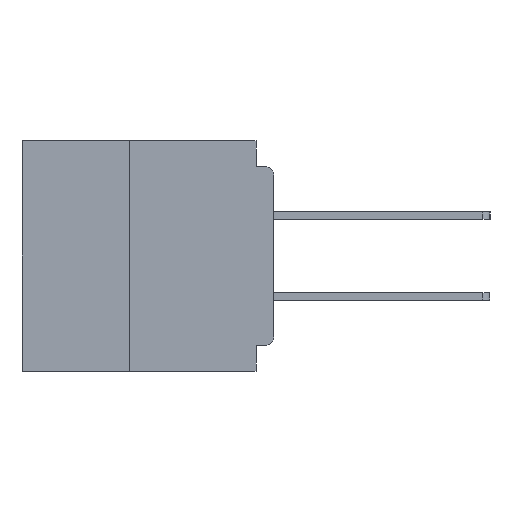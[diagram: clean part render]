
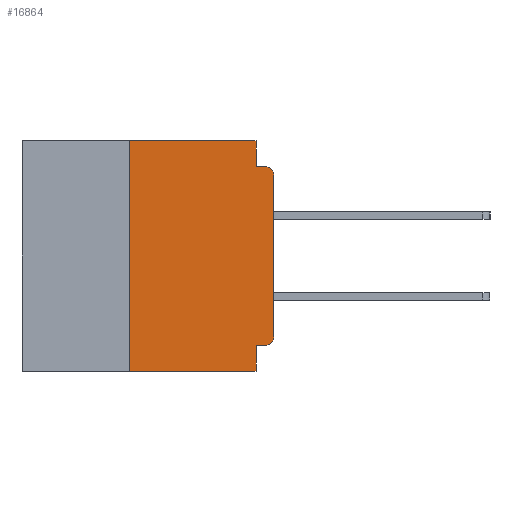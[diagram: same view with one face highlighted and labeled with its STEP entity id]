
A CAD part, left-side view. The second image highlights one B-rep face of the part: STEP entity #16864.
In plain terms, the highlighted planar face has unit normal (-1, 0, 0).
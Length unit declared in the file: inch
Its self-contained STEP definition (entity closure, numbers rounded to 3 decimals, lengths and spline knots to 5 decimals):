
#1019 = ORIENTED_EDGE ( 'NONE', *, *, #21895, .T. ) ;
#1556 = CARTESIAN_POINT ( 'NONE',  ( 0., 0.437, -0.4 ) ) ;
#2063 = VERTEX_POINT ( 'NONE', #20583 ) ;
#2225 = CARTESIAN_POINT ( 'NONE',  ( 0., 0.015, -0.355 ) ) ;
#2687 = AXIS2_PLACEMENT_3D ( 'NONE', #14365, #28917, #7150 ) ;
#4228 = DIRECTION ( 'NONE',  ( -1., 0., 0. ) ) ;
#4740 = EDGE_CURVE ( 'NONE', #27059, #33918, #27303, .T. ) ;
#5086 = CARTESIAN_POINT ( 'NONE',  ( 0., 0.015, -0.34 ) ) ;
#5204 = EDGE_CURVE ( 'NONE', #24345, #8643, #23820, .T. ) ;
#5226 = DIRECTION ( 'NONE',  ( 0., 0., -1. ) ) ;
#5245 = VECTOR ( 'NONE', #32243, 39.37008 ) ;
#5472 = VECTOR ( 'NONE', #25451, 39.37008 ) ;
#5708 = CARTESIAN_POINT ( 'NONE',  ( 0., 0.031, 0. ) ) ;
#5820 = ORIENTED_EDGE ( 'NONE', *, *, #23756, .F. ) ;
#7150 = DIRECTION ( 'NONE',  ( 0., 0., -1. ) ) ;
#7343 = VERTEX_POINT ( 'NONE', #5708 ) ;
#8192 = DIRECTION ( 'NONE',  ( 0., 1., 0. ) ) ;
#8220 = CARTESIAN_POINT ( 'NONE',  ( 0., 0.25, -0.4 ) ) ;
#8272 = VERTEX_POINT ( 'NONE', #26288 ) ;
#8643 = VERTEX_POINT ( 'NONE', #10237 ) ;
#8745 = DIRECTION ( 'NONE',  ( 0., 0., -1. ) ) ;
#10237 = CARTESIAN_POINT ( 'NONE',  ( 0., 0.015, -0.045 ) ) ;
#10273 = CARTESIAN_POINT ( 'NONE',  ( 0., 0., -0.045 ) ) ;
#11372 = VERTEX_POINT ( 'NONE', #8220 ) ;
#11413 = LINE ( 'NONE', #45486, #19939 ) ;
#11719 = CARTESIAN_POINT ( 'NONE',  ( 0., 0., -0.355 ) ) ;
#13460 = LINE ( 'NONE', #10273, #42109 ) ;
#14130 = VERTEX_POINT ( 'NONE', #17852 ) ;
#14365 = CARTESIAN_POINT ( 'NONE',  ( 0., 0.437, 0. ) ) ;
#15206 = LINE ( 'NONE', #36123, #5472 ) ;
#16085 = CARTESIAN_POINT ( 'NONE',  ( 0., 0.031, -0.4 ) ) ;
#16864 = ADVANCED_FACE ( 'NONE', ( #36430 ), #39494, .F. ) ;
#17420 = VECTOR ( 'NONE', #8192, 39.37008 ) ;
#17852 = CARTESIAN_POINT ( 'NONE',  ( 0., 0.031, -0.045 ) ) ;
#18629 = ORIENTED_EDGE ( 'NONE', *, *, #5204, .T. ) ;
#19939 = VECTOR ( 'NONE', #27774, 39.37008 ) ;
#20410 = CIRCLE ( 'NONE', #29262, 0.015 ) ;
#20583 = CARTESIAN_POINT ( 'NONE',  ( 0., 0., -0.34 ) ) ;
#21456 = CARTESIAN_POINT ( 'NONE',  ( 0., 0., -0.06 ) ) ;
#21895 = EDGE_CURVE ( 'NONE', #2063, #24345, #43568, .T. ) ;
#22856 = EDGE_CURVE ( 'NONE', #8272, #7343, #11413, .T. ) ;
#23756 = EDGE_CURVE ( 'NONE', #11372, #8272, #15206, .T. ) ;
#23820 = CIRCLE ( 'NONE', #46012, 0.015 ) ;
#24345 = VERTEX_POINT ( 'NONE', #21456 ) ;
#25451 = DIRECTION ( 'NONE',  ( 0., 0., 1. ) ) ;
#25982 = CARTESIAN_POINT ( 'NONE',  ( 0., 0.015, -0.06 ) ) ;
#26042 = VERTEX_POINT ( 'NONE', #2225 ) ;
#26288 = CARTESIAN_POINT ( 'NONE',  ( 0., 0.25, 0. ) ) ;
#27059 = VERTEX_POINT ( 'NONE', #40777 ) ;
#27303 = LINE ( 'NONE', #16085, #34559 ) ;
#27774 = DIRECTION ( 'NONE',  ( 0., -1., 0. ) ) ;
#28917 = DIRECTION ( 'NONE',  ( 1., 0., 0. ) ) ;
#29262 = AXIS2_PLACEMENT_3D ( 'NONE', #5086, #30489, #8745 ) ;
#29305 = EDGE_CURVE ( 'NONE', #11372, #33918, #46065, .T. ) ;
#29628 = VECTOR ( 'NONE', #30637, 39.37008 ) ;
#29630 = DIRECTION ( 'NONE',  ( 0., 0., -1. ) ) ;
#30489 = DIRECTION ( 'NONE',  ( -1., 0., 0. ) ) ;
#30637 = DIRECTION ( 'NONE',  ( 0., 0., -1. ) ) ;
#31989 = DIRECTION ( 'NONE',  ( 0., -1., 0. ) ) ;
#32243 = DIRECTION ( 'NONE',  ( 0., 0., 1. ) ) ;
#33186 = CARTESIAN_POINT ( 'NONE',  ( 0., 0.031, -0.4 ) ) ;
#33918 = VERTEX_POINT ( 'NONE', #33186 ) ;
#34175 = DIRECTION ( 'NONE',  ( 0., -1., 0. ) ) ;
#34559 = VECTOR ( 'NONE', #5226, 39.37008 ) ;
#34867 = ORIENTED_EDGE ( 'NONE', *, *, #36240, .F. ) ;
#36123 = CARTESIAN_POINT ( 'NONE',  ( 0., 0.25, -0.4 ) ) ;
#36240 = EDGE_CURVE ( 'NONE', #26042, #27059, #44847, .T. ) ;
#36430 = FACE_OUTER_BOUND ( 'NONE', #40573, .T. ) ;
#37079 = ORIENTED_EDGE ( 'NONE', *, *, #29305, .T. ) ;
#37314 = ORIENTED_EDGE ( 'NONE', *, *, #42442, .F. ) ;
#39109 = LINE ( 'NONE', #41177, #29628 ) ;
#39262 = ORIENTED_EDGE ( 'NONE', *, *, #4740, .F. ) ;
#39494 = PLANE ( 'NONE',  #2687 ) ;
#40488 = ORIENTED_EDGE ( 'NONE', *, *, #22856, .F. ) ;
#40573 = EDGE_LOOP ( 'NONE', ( #1019, #18629, #37314, #42201, #40488, #5820, #37079, #39262, #34867, #46456 ) ) ;
#40777 = CARTESIAN_POINT ( 'NONE',  ( 0., 0.031, -0.355 ) ) ;
#40803 = EDGE_CURVE ( 'NONE', #26042, #2063, #20410, .T. ) ;
#41177 = CARTESIAN_POINT ( 'NONE',  ( 0., 0.031, 0. ) ) ;
#42109 = VECTOR ( 'NONE', #31989, 39.37008 ) ;
#42201 = ORIENTED_EDGE ( 'NONE', *, *, #44874, .F. ) ;
#42442 = EDGE_CURVE ( 'NONE', #14130, #8643, #13460, .T. ) ;
#43568 = LINE ( 'NONE', #46353, #5245 ) ;
#44847 = LINE ( 'NONE', #11719, #17420 ) ;
#44874 = EDGE_CURVE ( 'NONE', #7343, #14130, #39109, .T. ) ;
#44934 = VECTOR ( 'NONE', #34175, 39.37008 ) ;
#45486 = CARTESIAN_POINT ( 'NONE',  ( 0., 0.437, 0. ) ) ;
#46012 = AXIS2_PLACEMENT_3D ( 'NONE', #25982, #4228, #29630 ) ;
#46065 = LINE ( 'NONE', #1556, #44934 ) ;
#46353 = CARTESIAN_POINT ( 'NONE',  ( 0., 0., 0. ) ) ;
#46456 = ORIENTED_EDGE ( 'NONE', *, *, #40803, .T. ) ;
